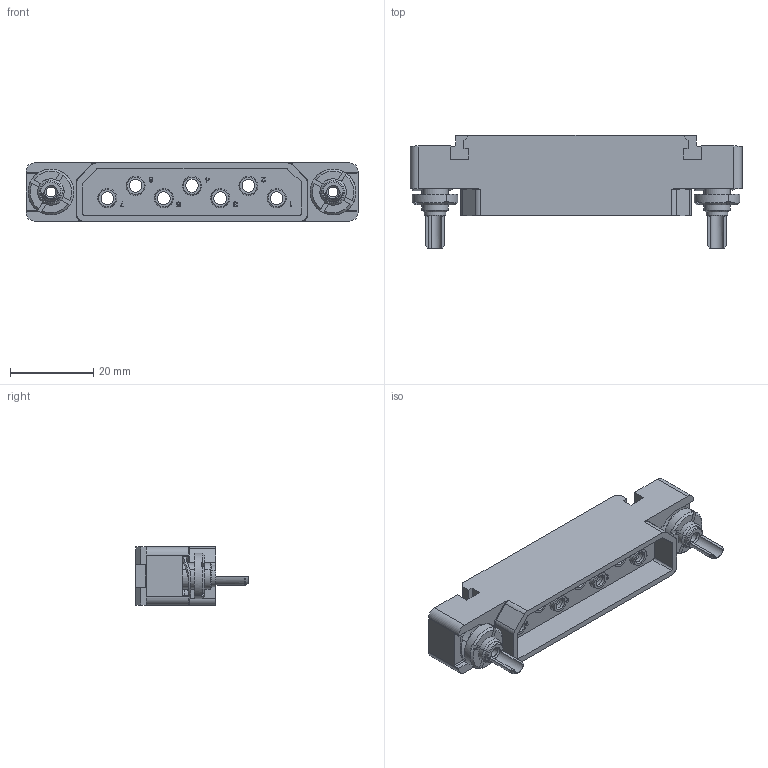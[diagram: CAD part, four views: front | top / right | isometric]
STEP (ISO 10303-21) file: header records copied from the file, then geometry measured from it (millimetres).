
FILE_DESCRIPTION((''),'2;1');
FILE_NAME('1900ND06P2B00A','2019-10-30T',('presta_be4'),(''),'CREO PARAMETRIC BY PTC INC, 2018360','CREO PARAMETRIC BY PTC INC, 2018360','');
FILE_SCHEMA(('CONFIG_CONTROL_DESIGN'));
Length unit declared in the file: millimetre
Products named in the file (1): 1900ND06P2B00A
Bounding box: 80 x 27.35 x 14 mm (x, y, z)
Volume: 11287.5 mm3; surface area: 10950.8 mm2
Topology: 1 solids, 1 shells, 1362 faces, 3736 edges, 2440 vertices
Faces by surface type: plane 962, cylinder 244, cone 98, torus 28, extrusion 26, bspline 4
Entity records: 48013 total; most frequent: CARTESIAN_POINT 13184, ORIENTED_EDGE 7464, DIRECTION 6826, EDGE_CURVE 3732, VECTOR 2940, LINE 2914, VERTEX_POINT 2440, AXIS2_PLACEMENT_3D 1943
